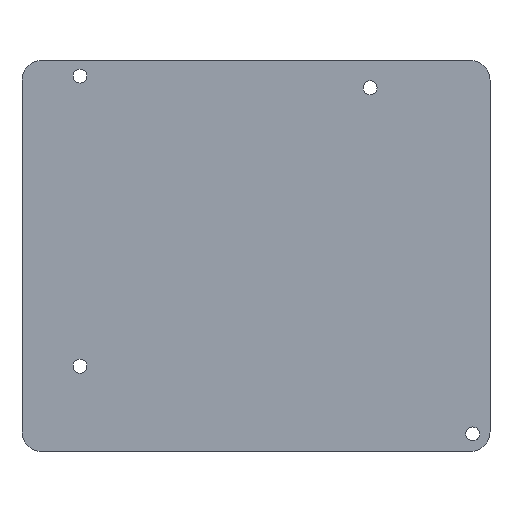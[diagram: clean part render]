
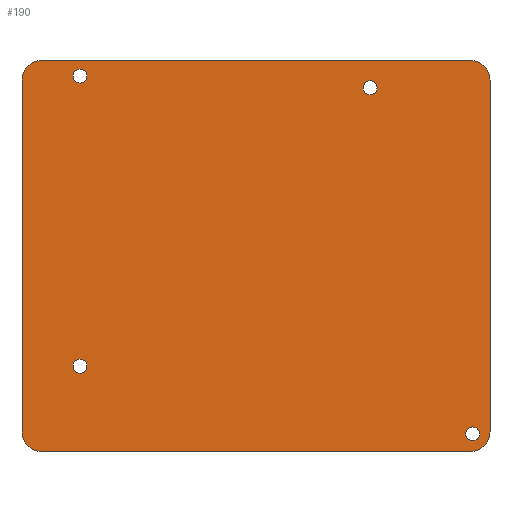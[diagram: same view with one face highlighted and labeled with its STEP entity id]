
A CAD part, top view. The second image highlights one B-rep face of the part: STEP entity #190.
In plain terms, the highlighted planar face has unit normal (0, 0, 1).
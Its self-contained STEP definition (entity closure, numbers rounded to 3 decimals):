
#1 = CIRCLE ( 'NONE', #449, 1.8 ) ;
#2 = VECTOR ( 'NONE', #189, 1000. ) ;
#10 = EDGE_CURVE ( 'NONE', #40, #151, #117, .T. ) ;
#19 = VERTEX_POINT ( 'NONE', #261 ) ;
#31 = DIRECTION ( 'NONE',  ( 0., 0., 1. ) ) ;
#32 = ORIENTED_EDGE ( 'NONE', *, *, #248, .T. ) ;
#38 = AXIS2_PLACEMENT_3D ( 'NONE', #216, #322, #524 ) ;
#40 = VERTEX_POINT ( 'NONE', #411 ) ;
#47 = ORIENTED_EDGE ( 'NONE', *, *, #97, .T. ) ;
#52 = DIRECTION ( 'NONE',  ( 0., 0., 1. ) ) ;
#54 = CARTESIAN_POINT ( 'NONE',  ( -45.5, -28.5, 2. ) ) ;
#56 = AXIS2_PLACEMENT_3D ( 'NONE', #108, #453, #505 ) ;
#65 = AXIS2_PLACEMENT_3D ( 'NONE', #650, #96, #338 ) ;
#68 = DIRECTION ( 'NONE',  ( -1., 0., 0. ) ) ;
#70 = CARTESIAN_POINT ( 'NONE',  ( -47.3, 46.5, 2. ) ) ;
#72 = ORIENTED_EDGE ( 'NONE', *, *, #176, .F. ) ;
#73 = CARTESIAN_POINT ( 'NONE',  ( -45.5, -28.5, 2. ) ) ;
#74 = FACE_BOUND ( 'NONE', #113, .T. ) ;
#79 = EDGE_CURVE ( 'NONE', #19, #606, #374, .T. ) ;
#81 = EDGE_LOOP ( 'NONE', ( #247, #515 ) ) ;
#86 = ORIENTED_EDGE ( 'NONE', *, *, #499, .T. ) ;
#88 = AXIS2_PLACEMENT_3D ( 'NONE', #380, #31, #320 ) ;
#89 = AXIS2_PLACEMENT_3D ( 'NONE', #173, #417, #124 ) ;
#93 = EDGE_LOOP ( 'NONE', ( #194, #166 ) ) ;
#96 = DIRECTION ( 'NONE',  ( 0., 0., 1. ) ) ;
#97 = EDGE_CURVE ( 'NONE', #442, #396, #231, .T. ) ;
#98 = AXIS2_PLACEMENT_3D ( 'NONE', #549, #652, #230 ) ;
#108 = CARTESIAN_POINT ( 'NONE',  ( 55.5, -45.5, 2. ) ) ;
#113 = EDGE_LOOP ( 'NONE', ( #348, #72 ) ) ;
#117 = LINE ( 'NONE', #509, #470 ) ;
#124 = DIRECTION ( 'NONE',  ( 1., 0., 0. ) ) ;
#131 = CIRCLE ( 'NONE', #98, 5. ) ;
#142 = CIRCLE ( 'NONE', #89, 1.8 ) ;
#151 = VERTEX_POINT ( 'NONE', #537 ) ;
#155 = DIRECTION ( 'NONE',  ( 0., 0., 1. ) ) ;
#161 = AXIS2_PLACEMENT_3D ( 'NONE', #54, #52, #310 ) ;
#166 = ORIENTED_EDGE ( 'NONE', *, *, #368, .F. ) ;
#169 = FACE_BOUND ( 'NONE', #81, .T. ) ;
#173 = CARTESIAN_POINT ( 'NONE',  ( 56.001, -46., 2. ) ) ;
#176 = EDGE_CURVE ( 'NONE', #179, #369, #1, .T. ) ;
#179 = VERTEX_POINT ( 'NONE', #638 ) ;
#181 = CARTESIAN_POINT ( 'NONE',  ( -60.5, 45.5, 2. ) ) ;
#183 = VERTEX_POINT ( 'NONE', #641 ) ;
#186 = CIRCLE ( 'NONE', #279, 1.8 ) ;
#189 = DIRECTION ( 'NONE',  ( 1., 0., 0. ) ) ;
#190 = ADVANCED_FACE ( 'NONE', ( #586, #169, #74, #583, #330 ), #373, .T. ) ;
#194 = ORIENTED_EDGE ( 'NONE', *, *, #347, .F. ) ;
#210 = VERTEX_POINT ( 'NONE', #503 ) ;
#216 = CARTESIAN_POINT ( 'NONE',  ( 56.001, -46., 2. ) ) ;
#221 = CARTESIAN_POINT ( 'NONE',  ( 55.5, 50.5, 2. ) ) ;
#224 = ORIENTED_EDGE ( 'NONE', *, *, #513, .T. ) ;
#230 = DIRECTION ( 'NONE',  ( 1., 0., 0. ) ) ;
#231 = LINE ( 'NONE', #335, #388 ) ;
#239 = CARTESIAN_POINT ( 'NONE',  ( -60.5, -45.5, 2. ) ) ;
#247 = ORIENTED_EDGE ( 'NONE', *, *, #399, .F. ) ;
#248 = EDGE_CURVE ( 'NONE', #151, #442, #461, .T. ) ;
#261 = CARTESIAN_POINT ( 'NONE',  ( 31.3, 43.5, 2. ) ) ;
#264 = EDGE_CURVE ( 'NONE', #183, #40, #579, .T. ) ;
#267 = AXIS2_PLACEMENT_3D ( 'NONE', #469, #574, #478 ) ;
#272 = DIRECTION ( 'NONE',  ( 0., 0., 1. ) ) ;
#275 = EDGE_CURVE ( 'NONE', #653, #477, #364, .T. ) ;
#279 = AXIS2_PLACEMENT_3D ( 'NONE', #349, #155, #404 ) ;
#289 = VERTEX_POINT ( 'NONE', #239 ) ;
#310 = DIRECTION ( 'NONE',  ( 1., 0., 0. ) ) ;
#315 = EDGE_CURVE ( 'NONE', #369, #179, #389, .T. ) ;
#316 = ORIENTED_EDGE ( 'NONE', *, *, #10, .T. ) ;
#318 = EDGE_LOOP ( 'NONE', ( #47, #381, #427, #224, #86, #557, #316, #32 ) ) ;
#320 = DIRECTION ( 'NONE',  ( 1., 0., 0. ) ) ;
#322 = DIRECTION ( 'NONE',  ( 0., 0., 1. ) ) ;
#325 = EDGE_CURVE ( 'NONE', #396, #526, #431, .T. ) ;
#330 = FACE_OUTER_BOUND ( 'NONE', #318, .T. ) ;
#335 = CARTESIAN_POINT ( 'NONE',  ( 60.5, 50.5, 2. ) ) ;
#337 = CARTESIAN_POINT ( 'NONE',  ( -60.5, -50.5, 2. ) ) ;
#338 = DIRECTION ( 'NONE',  ( 1., 0., 0. ) ) ;
#341 = LINE ( 'NONE', #337, #419 ) ;
#347 = EDGE_CURVE ( 'NONE', #351, #457, #142, .T. ) ;
#348 = ORIENTED_EDGE ( 'NONE', *, *, #315, .F. ) ;
#349 = CARTESIAN_POINT ( 'NONE',  ( 29.5, 43.5, 2. ) ) ;
#351 = VERTEX_POINT ( 'NONE', #629 ) ;
#362 = CARTESIAN_POINT ( 'NONE',  ( -55.5, 50.5, 2. ) ) ;
#364 = CIRCLE ( 'NONE', #161, 1.8 ) ;
#367 = CARTESIAN_POINT ( 'NONE',  ( -45.5, 46.5, 2. ) ) ;
#368 = EDGE_CURVE ( 'NONE', #457, #351, #648, .T. ) ;
#369 = VERTEX_POINT ( 'NONE', #70 ) ;
#370 = DIRECTION ( 'NONE',  ( 0., 0., 1. ) ) ;
#372 = DIRECTION ( 'NONE',  ( 1., 0., 0. ) ) ;
#373 = PLANE ( 'NONE',  #637 ) ;
#374 = CIRCLE ( 'NONE', #88, 1.8 ) ;
#380 = CARTESIAN_POINT ( 'NONE',  ( 29.5, 43.5, 2. ) ) ;
#381 = ORIENTED_EDGE ( 'NONE', *, *, #325, .T. ) ;
#382 = CARTESIAN_POINT ( 'NONE',  ( 57.801, -46., 2. ) ) ;
#388 = VECTOR ( 'NONE', #68, 1000. ) ;
#389 = CIRCLE ( 'NONE', #603, 1.8 ) ;
#391 = DIRECTION ( 'NONE',  ( 0., -1., 0. ) ) ;
#394 = CARTESIAN_POINT ( 'NONE',  ( 60.5, -50.5, 2. ) ) ;
#396 = VERTEX_POINT ( 'NONE', #362 ) ;
#397 = CARTESIAN_POINT ( 'NONE',  ( 27.7, 43.5, 2. ) ) ;
#398 = EDGE_LOOP ( 'NONE', ( #573, #497 ) ) ;
#399 = EDGE_CURVE ( 'NONE', #477, #653, #514, .T. ) ;
#404 = DIRECTION ( 'NONE',  ( 1., 0., 0. ) ) ;
#411 = CARTESIAN_POINT ( 'NONE',  ( 60.5, -45.5, 2. ) ) ;
#417 = DIRECTION ( 'NONE',  ( 0., 0., 1. ) ) ;
#419 = VECTOR ( 'NONE', #391, 1000. ) ;
#427 = ORIENTED_EDGE ( 'NONE', *, *, #494, .T. ) ;
#429 = CARTESIAN_POINT ( 'NONE',  ( 0., 0., 2. ) ) ;
#431 = CIRCLE ( 'NONE', #267, 5. ) ;
#442 = VERTEX_POINT ( 'NONE', #221 ) ;
#443 = CARTESIAN_POINT ( 'NONE',  ( -47.3, -28.5, 2. ) ) ;
#449 = AXIS2_PLACEMENT_3D ( 'NONE', #523, #272, #479 ) ;
#453 = DIRECTION ( 'NONE',  ( 0., 0., 1. ) ) ;
#457 = VERTEX_POINT ( 'NONE', #382 ) ;
#461 = CIRCLE ( 'NONE', #65, 5. ) ;
#462 = DIRECTION ( 'NONE',  ( 0., 1., 0. ) ) ;
#469 = CARTESIAN_POINT ( 'NONE',  ( -55.5, 45.5, 2. ) ) ;
#470 = VECTOR ( 'NONE', #462, 1000. ) ;
#477 = VERTEX_POINT ( 'NONE', #443 ) ;
#478 = DIRECTION ( 'NONE',  ( 1., 0., 0. ) ) ;
#479 = DIRECTION ( 'NONE',  ( 1., 0., 0. ) ) ;
#494 = EDGE_CURVE ( 'NONE', #526, #289, #341, .T. ) ;
#497 = ORIENTED_EDGE ( 'NONE', *, *, #79, .F. ) ;
#499 = EDGE_CURVE ( 'NONE', #210, #183, #649, .T. ) ;
#503 = CARTESIAN_POINT ( 'NONE',  ( -55.5, -50.5, 2. ) ) ;
#505 = DIRECTION ( 'NONE',  ( 1., 0., 0. ) ) ;
#509 = CARTESIAN_POINT ( 'NONE',  ( 60.5, -50.5, 2. ) ) ;
#513 = EDGE_CURVE ( 'NONE', #289, #210, #131, .T. ) ;
#514 = CIRCLE ( 'NONE', #567, 1.8 ) ;
#515 = ORIENTED_EDGE ( 'NONE', *, *, #275, .F. ) ;
#523 = CARTESIAN_POINT ( 'NONE',  ( -45.5, 46.5, 2. ) ) ;
#524 = DIRECTION ( 'NONE',  ( 1., 0., 0. ) ) ;
#526 = VERTEX_POINT ( 'NONE', #181 ) ;
#529 = DIRECTION ( 'NONE',  ( 1., 0., 0. ) ) ;
#533 = DIRECTION ( 'NONE',  ( 0., 0., 1. ) ) ;
#537 = CARTESIAN_POINT ( 'NONE',  ( 60.5, 45.5, 2. ) ) ;
#549 = CARTESIAN_POINT ( 'NONE',  ( -55.5, -45.5, 2. ) ) ;
#557 = ORIENTED_EDGE ( 'NONE', *, *, #264, .T. ) ;
#558 = CARTESIAN_POINT ( 'NONE',  ( -43.7, -28.5, 2. ) ) ;
#567 = AXIS2_PLACEMENT_3D ( 'NONE', #73, #582, #625 ) ;
#573 = ORIENTED_EDGE ( 'NONE', *, *, #620, .F. ) ;
#574 = DIRECTION ( 'NONE',  ( 0., 0., 1. ) ) ;
#579 = CIRCLE ( 'NONE', #56, 5. ) ;
#582 = DIRECTION ( 'NONE',  ( 0., 0., 1. ) ) ;
#583 = FACE_BOUND ( 'NONE', #398, .T. ) ;
#586 = FACE_BOUND ( 'NONE', #93, .T. ) ;
#603 = AXIS2_PLACEMENT_3D ( 'NONE', #367, #370, #372 ) ;
#606 = VERTEX_POINT ( 'NONE', #397 ) ;
#620 = EDGE_CURVE ( 'NONE', #606, #19, #186, .T. ) ;
#625 = DIRECTION ( 'NONE',  ( 1., 0., 0. ) ) ;
#629 = CARTESIAN_POINT ( 'NONE',  ( 54.201, -46., 2. ) ) ;
#637 = AXIS2_PLACEMENT_3D ( 'NONE', #429, #533, #529 ) ;
#638 = CARTESIAN_POINT ( 'NONE',  ( -43.7, 46.5, 2. ) ) ;
#641 = CARTESIAN_POINT ( 'NONE',  ( 55.5, -50.5, 2. ) ) ;
#648 = CIRCLE ( 'NONE', #38, 1.8 ) ;
#649 = LINE ( 'NONE', #394, #2 ) ;
#650 = CARTESIAN_POINT ( 'NONE',  ( 55.5, 45.5, 2. ) ) ;
#652 = DIRECTION ( 'NONE',  ( 0., 0., 1. ) ) ;
#653 = VERTEX_POINT ( 'NONE', #558 ) ;
